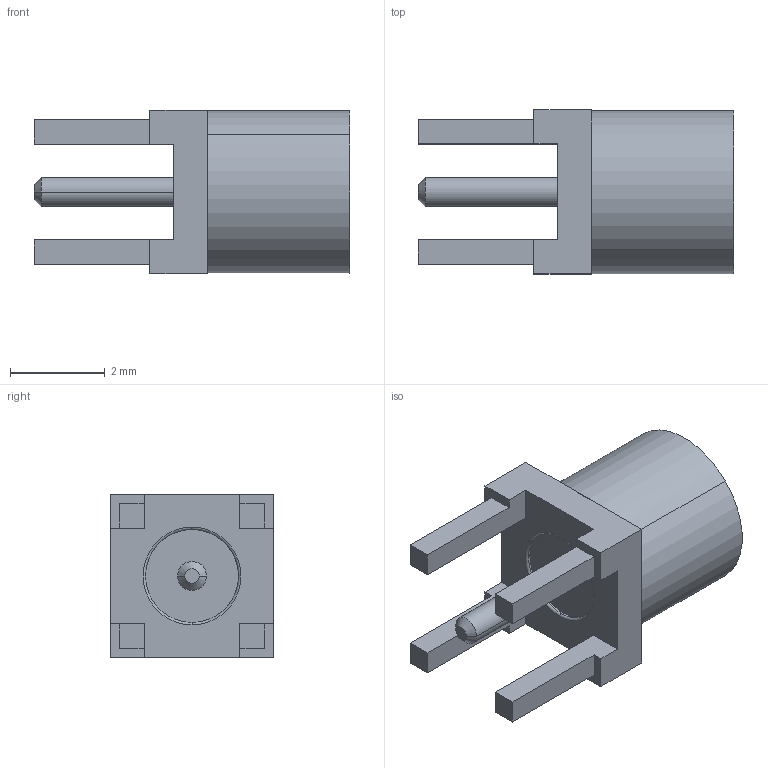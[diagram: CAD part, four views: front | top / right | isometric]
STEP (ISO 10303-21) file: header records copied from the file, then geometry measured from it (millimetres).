
FILE_DESCRIPTION((''),'2;1');
FILE_NAME('925-137J-51P_SW0002','2019-12-23T',('Madhan'),(''),'CREO PARAMETRIC BY PTC INC, 2018360','CREO PARAMETRIC BY PTC INC, 2018360','');
FILE_SCHEMA(('CONFIG_CONTROL_DESIGN'));
Length unit declared in the file: millimetre
Products named in the file (1): 925-137J-51P_SW0002
Bounding box: 6.66 x 3.45 x 3.45 mm (x, y, z)
Volume: 30.9 mm3; surface area: 113.5 mm2
Topology: 1 solids, 1 shells, 58 faces, 140 edges, 90 vertices
Faces by surface type: plane 36, cylinder 14, cone 4, bspline 2, torus 2
Entity records: 1766 total; most frequent: CARTESIAN_POINT 342, DIRECTION 290, ORIENTED_EDGE 280, EDGE_CURVE 140, VECTOR 102, LINE 102, AXIS2_PLACEMENT_3D 94, VERTEX_POINT 90
